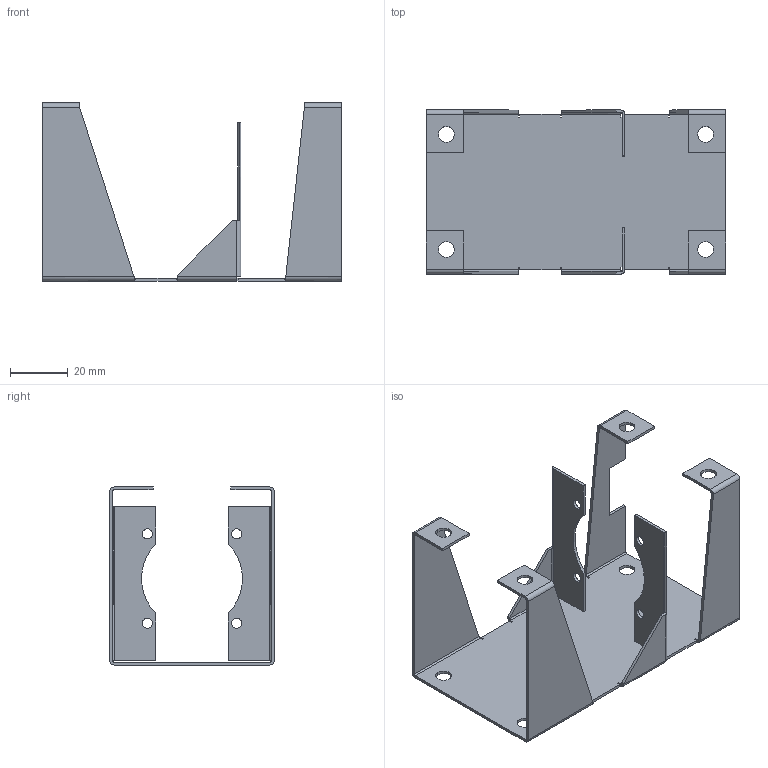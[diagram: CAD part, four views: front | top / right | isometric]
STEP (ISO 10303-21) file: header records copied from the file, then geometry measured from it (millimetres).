
FILE_DESCRIPTION(/* description */ ('Alibre Inc.'),/* implementation_level */ '2;1');
FILE_NAME(/* name */ 'export0',/* time_stamp */ '2015-08-19T18:50:08+08:00',/* author */ (''),/* organization */ (''),/* preprocessor_version */ 'ST-DEVELOPER v14',/* originating_system */ 'Alibre',/* authorisation */ '');
FILE_SCHEMA (('CONFIG_CONTROL_DESIGN'));
Length unit declared in the file: centimetre
Products named in the file (1): ID_1
Bounding box: 104 x 57 x 61.8 mm (x, y, z)
Volume: 12713.6 mm3; surface area: 26784.2 mm2
Topology: 1 solids, 1 shells, 125 faces, 349 edges, 226 vertices
Faces by surface type: plane 86, cylinder 38, bspline 1
Full cylindrical faces by diameter (mm): 3.5 x4, 5.5 x8
Entity records: 3879 total; most frequent: CARTESIAN_POINT 682, ORIENTED_EDGE 674, DIRECTION 553, EDGE_CURVE 337, VECTOR 230, LINE 230, VERTEX_POINT 226, AXIS2_PLACEMENT_3D 202
